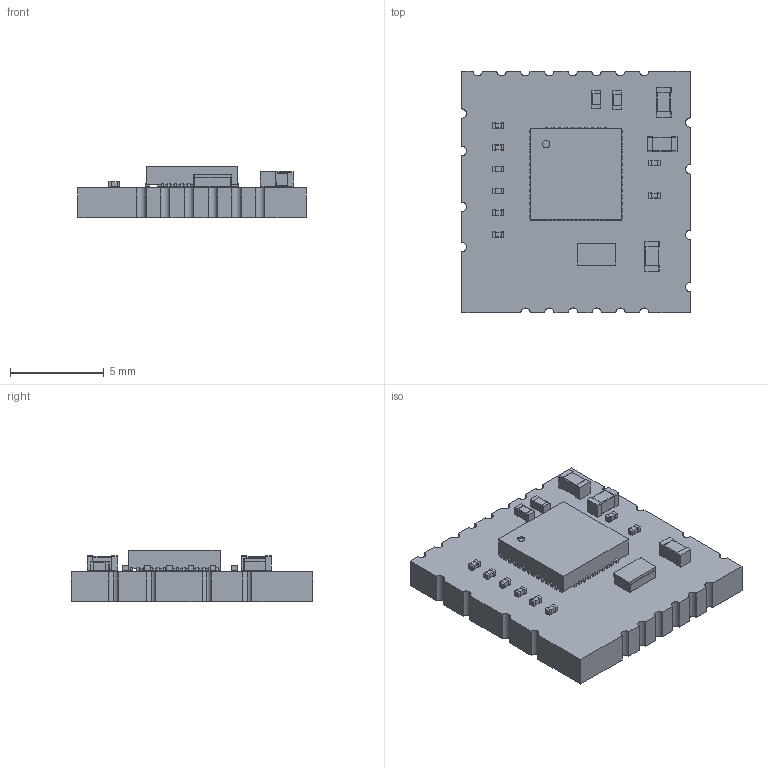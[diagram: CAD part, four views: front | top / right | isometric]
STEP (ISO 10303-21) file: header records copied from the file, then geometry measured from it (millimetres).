
FILE_DESCRIPTION(('KiCad electronic assembly'),'2;1');
FILE_NAME('FeasyCom-FSC-BW112D-rtl8723d.step','2021-02-18T12:31:51',( 'Pcbnew'),('Kicad'),'Open CASCADE STEP processor 7.4', 'KiCad to STEP converter','Unknown');
FILE_SCHEMA(('AUTOMOTIVE_DESIGN { 1 0 10303 214 1 1 1 1 }'));
Length unit declared in the file: millimetre
Products named in the file (12): Open CASCADE STEP translator 7.4 1; C_0402_1005Metric; SOLID; C_0201_0603Metric; C_0603_1608Metric; Crystal_SMD_MicroCrystal_CC8V-T1A-2Pin_2.0x1.2mm; QFN-48-1EP_5x5mm_P0.35mm_EP3.7x3.7mm; COMPOUND
Assembly tree (21 placements, depth 3):
  Open CASCADE STEP translator 7.4 1
    C_0402_1005Metric  x2
      SOLID
    C_0201_0603Metric  x8
      SOLID
    C_0603_1608Metric  x3
      SOLID
    Crystal_SMD_MicroCrystal_CC8V-T1A-2Pin_2.0x1.2mm
      SOLID
    QFN-48-1EP_5x5mm_P0.35mm_EP3.7x3.7mm
      SOLID
    COMPOUND
Bounding box: 12.2 x 12.9 x 2.75 mm (x, y, z)
Volume: 279.1 mm3; surface area: 514.8 mm2
Topology: 16 solids, 16 shells, 748 faces, 2066 edges, 1384 vertices
Faces by surface type: bspline 694, plane 28, cylinder 26
Entity records: 32448 total; most frequent: CARTESIAN_POINT 10834, B_SPLINE_CURVE_WITH_KNOTS 3442, ORIENTED_EDGE 2692, PCURVE 2692, DEFINITIONAL_REPRESENTATION 2692, EDGE_CURVE 1346, SURFACE_CURVE 1345, VERTEX_POINT 904
